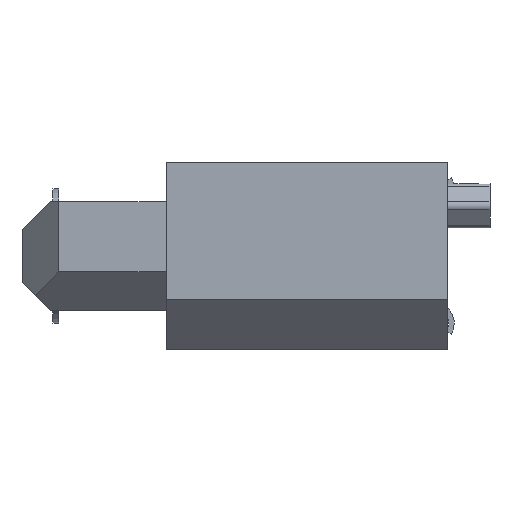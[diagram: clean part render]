
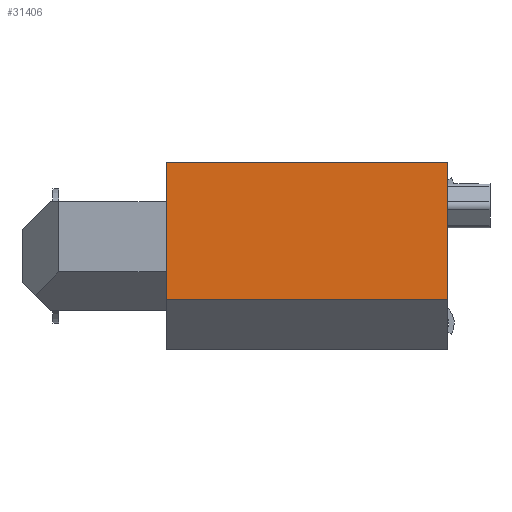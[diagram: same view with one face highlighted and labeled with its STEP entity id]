
A CAD part, left-side view. The second image highlights one B-rep face of the part: STEP entity #31406.
In plain terms, the highlighted planar face has unit normal (-1, 0, 0).
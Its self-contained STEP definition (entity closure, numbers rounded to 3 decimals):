
#3152=ORIENTED_EDGE('',*,*,#11533,.T.);
#3153=ORIENTED_EDGE('',*,*,#12385,.F.);
#3154=ORIENTED_EDGE('',*,*,#11725,.F.);
#3155=ORIENTED_EDGE('',*,*,#12412,.T.);
#11533=EDGE_CURVE('',#16368,#16367,#19531,.T.);
#11725=EDGE_CURVE('',#16559,#16560,#19712,.T.);
#12385=EDGE_CURVE('',#16560,#16367,#20332,.T.);
#12412=EDGE_CURVE('',#16559,#16368,#20359,.T.);
#16367=VERTEX_POINT('',#44570);
#16368=VERTEX_POINT('',#44572);
#16559=VERTEX_POINT('',#44955);
#16560=VERTEX_POINT('',#44957);
#19531=LINE('',#44571,#23166);
#19712=LINE('',#44956,#23347);
#20332=LINE('',#46211,#23967);
#20359=LINE('',#46260,#23994);
#23166=VECTOR('',#35638,1000.);
#23347=VECTOR('',#35843,1000.);
#23967=VECTOR('',#36861,1000.);
#23994=VECTOR('',#36908,1000.);
#26960=EDGE_LOOP('',(#3152,#3153,#3154,#3155));
#28647=FACE_BOUND('',#26960,.T.);
#30329=PLANE('',#33192);
#31406=ADVANCED_FACE('',(#28647),#30329,.F.);
#33192=AXIS2_PLACEMENT_3D('',#46261,#36909,#36910);
#35638=DIRECTION('',(0.,0.,1.));
#35843=DIRECTION('',(0.,0.,1.));
#36861=DIRECTION('',(0.,-1.,0.));
#36908=DIRECTION('',(0.,-1.,0.));
#36909=DIRECTION('',(1.,0.,0.));
#36910=DIRECTION('',(0.,0.,-1.));
#44570=CARTESIAN_POINT('',(-11.,0.,2.8));
#44571=CARTESIAN_POINT('',(-11.,0.,-1.3));
#44572=CARTESIAN_POINT('',(-11.,0.,-1.3));
#44955=CARTESIAN_POINT('',(-11.,8.405,-1.3));
#44956=CARTESIAN_POINT('',(-11.,8.405,-1.3));
#44957=CARTESIAN_POINT('',(-11.,8.405,2.8));
#46211=CARTESIAN_POINT('',(-11.,8.405,2.8));
#46260=CARTESIAN_POINT('',(-11.,8.405,-1.3));
#46261=CARTESIAN_POINT('',(-11.,8.405,-1.3));
